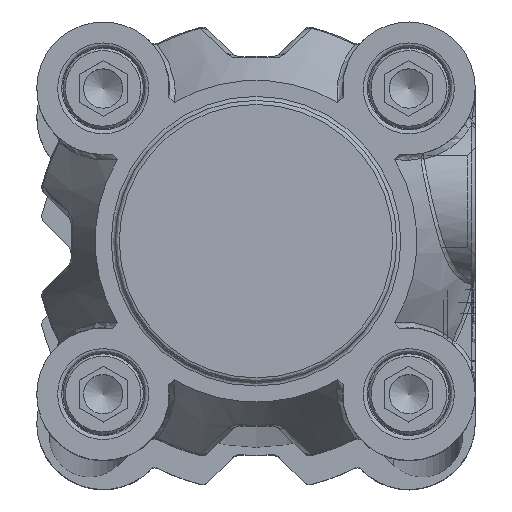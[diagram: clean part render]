
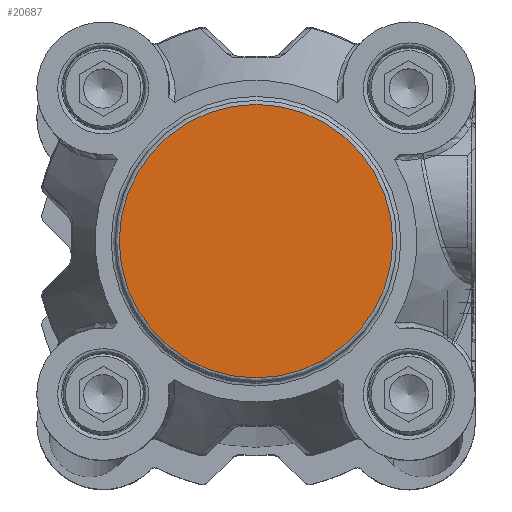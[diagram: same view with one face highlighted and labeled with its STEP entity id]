
A CAD part, top view. The second image highlights one B-rep face of the part: STEP entity #20687.
In plain terms, the highlighted planar face has unit normal (0, 0, 1).
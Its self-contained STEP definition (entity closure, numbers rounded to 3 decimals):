
#3105=PLANE('',#22089);
#6488=ORIENTED_EDGE('',*,*,#9389,.F.);
#6489=ORIENTED_EDGE('',*,*,#9390,.F.);
#9389=EDGE_CURVE('',#11096,#11097,#12046,.T.);
#9390=EDGE_CURVE('',#11097,#11096,#12047,.T.);
#11096=VERTEX_POINT('',#34433);
#11097=VERTEX_POINT('',#34434);
#12046=CIRCLE('',#22090,17.);
#12047=CIRCLE('',#22091,17.);
#13112=EDGE_LOOP('',(#6488,#6489));
#14189=FACE_BOUND('',#13112,.T.);
#20687=ADVANCED_FACE('',(#14189),#3105,.F.);
#22089=AXIS2_PLACEMENT_3D('',#34431,#25579,#25580);
#22090=AXIS2_PLACEMENT_3D('',#34432,#25581,#25582);
#22091=AXIS2_PLACEMENT_3D('',#34435,#25583,#25584);
#25579=DIRECTION('',(0.,0.,-1.));
#25580=DIRECTION('',(0.,1.,0.));
#25581=DIRECTION('',(0.,0.,-1.));
#25582=DIRECTION('',(1.,0.,0.));
#25583=DIRECTION('',(0.,0.,-1.));
#25584=DIRECTION('',(1.,0.,0.));
#34431=CARTESIAN_POINT('',(0.,-28.307,41.));
#34432=CARTESIAN_POINT('',(0.,0.,41.));
#34433=CARTESIAN_POINT('',(-17.,0.,41.));
#34434=CARTESIAN_POINT('',(17.,0.,41.));
#34435=CARTESIAN_POINT('',(0.,0.,41.));
